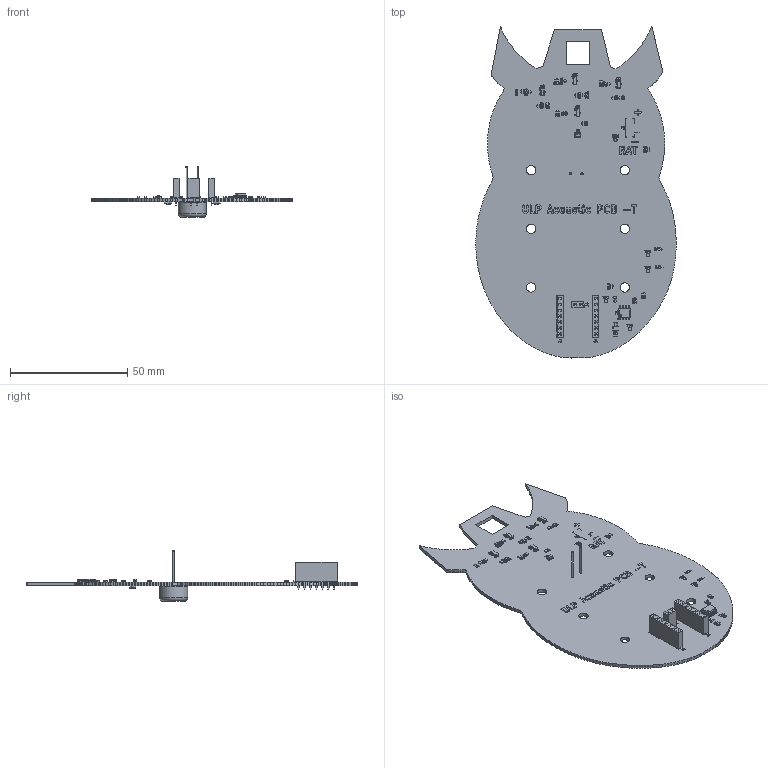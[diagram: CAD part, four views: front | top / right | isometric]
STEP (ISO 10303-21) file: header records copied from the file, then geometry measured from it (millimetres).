
FILE_DESCRIPTION(('KiCad electronic assembly'),'2;1');
FILE_NAME('XIAO-nRF-T.step','2025-09-22T17:02:19',('Pcbnew'),('Kicad'), 'Open CASCADE STEP processor 7.8','KiCad to STEP converter','Unknown' );
FILE_SCHEMA(('AUTOMOTIVE_DESIGN { 1 0 10303 214 1 1 1 1 }'));
Length unit declared in the file: millimetre
Products named in the file (12): XIAO-nRF-T 1; SOT-23; R_0603_1608Metric; D_SOD-323; PinSocket_1x02_P2.54mm_Vertical; C_0603_1608Metric; PinSocket_1x07_P2.54mm_Vertical; SOIC-8_3.9x4.9mm_P1.27mm; Buzzer_TDK_PS1240P02BT_D12.2mm_H6.5mm; LED_RGB_1210; XIAO-nRF-T_silkscreen; XIAO-nRF-T_PCB
Assembly tree (35 placements, depth 2):
  XIAO-nRF-T 1
    SOT-23  x4
    R_0603_1608Metric  x19
    D_SOD-323
    PinSocket_1x02_P2.54mm_Vertical
    C_0603_1608Metric  x2
    PinSocket_1x07_P2.54mm_Vertical  x2
    SOIC-8_3.9x4.9mm_P1.27mm
    Buzzer_TDK_PS1240P02BT_D12.2mm_H6.5mm
    LED_RGB_1210  x2
    XIAO-nRF-T_silkscreen
    XIAO-nRF-T_PCB
Bounding box: 85.46 x 141.66 x 21.53 mm (x, y, z)
Volume: 15793.7 mm3; surface area: 24552.6 mm2
Topology: 34 solids, 237 shells, 2367 faces, 11942 edges, 9889 vertices
Faces by surface type: plane 1876, cylinder 321, bspline 166, torus 4
Full cylindrical faces by diameter (mm): 0.6 x1, 0.65 x2, 1 x18, 2 x1, 4 x6, 12 x1
Entity records: 97447 total; most frequent: CARTESIAN_POINT 19366, DIRECTION 13566, ORIENTED_EDGE 12455, EDGE_CURVE 9365, VERTEX_POINT 8261, LINE 7580, VECTOR 7580, AXIS2_PLACEMENT_3D 2993
